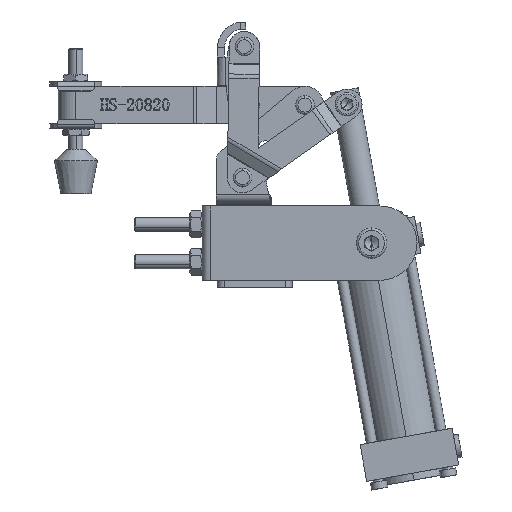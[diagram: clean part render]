
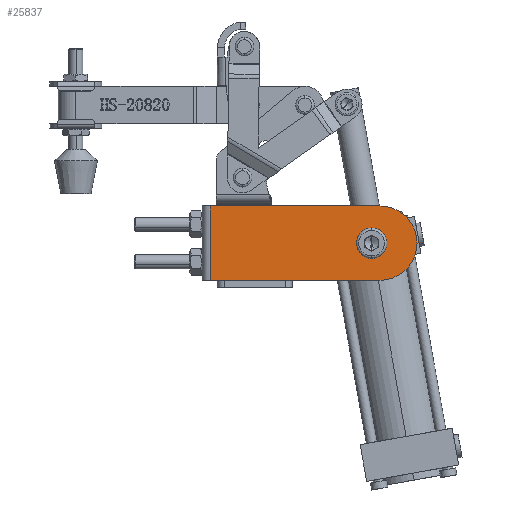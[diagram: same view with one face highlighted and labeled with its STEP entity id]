
A CAD part, front view. The second image highlights one B-rep face of the part: STEP entity #25837.
In plain terms, the highlighted planar face has unit normal (0, -1, 0).
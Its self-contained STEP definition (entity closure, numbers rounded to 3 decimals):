
#5111 = EDGE_CURVE ( 'NONE', #26025, #21553, #11758, .T. ) ;
#5157 = EDGE_CURVE ( 'NONE', #21404, #29363, #11799, .T. ) ;
#5255 = EDGE_CURVE ( 'NONE', #9519, #21404, #11905, .T. ) ;
#5343 = EDGE_CURVE ( 'NONE', #21553, #29363, #12025, .T. ) ;
#5485 = EDGE_CURVE ( 'NONE', #29304, #26209, #12221, .T. ) ;
#5489 = EDGE_CURVE ( 'NONE', #26209, #29304, #14121, .T. ) ;
#5519 = EDGE_CURVE ( 'NONE', #9519, #26025, #14164, .T. ) ;
#5653 = AXIS2_PLACEMENT_3D ( 'NONE', #12771, #12772, #12773 ) ;
#5726 = AXIS2_PLACEMENT_3D ( 'NONE', #13353, #13354, #13355 ) ;
#5775 = AXIS2_PLACEMENT_3D ( 'NONE', #13775, #13776, #13777 ) ;
#5777 = AXIS2_PLACEMENT_3D ( 'NONE', #13785, #13786, #13787 ) ;
#6139 = AXIS2_PLACEMENT_3D ( 'NONE', #18136, #18138, #18139 ) ;
#8346 = EDGE_LOOP ( 'NONE', ( #25077, #25079, #25082, #25085, #25087 ) ) ;
#8350 = EDGE_LOOP ( 'NONE', ( #25072, #25074 ) ) ;
#9519 = VERTEX_POINT ( 'NONE', #40947 ) ;
#11758 = CIRCLE ( 'NONE', #5653, 15.9 ) ;
#11799 = LINE ( 'NONE', #12854, #11803 ) ;
#11803 = VECTOR ( 'NONE', #12860, 1000. ) ;
#11905 = LINE ( 'NONE', #13081, #11906 ) ;
#11906 = VECTOR ( 'NONE', #13080, 1000. ) ;
#12025 = CIRCLE ( 'NONE', #5726, 15.9 ) ;
#12221 = CIRCLE ( 'NONE', #5775, 6.025 ) ;
#12771 = CARTESIAN_POINT ( 'NONE',  ( 73.1, -26.5, 15.9 ) ) ;
#12772 = DIRECTION ( 'NONE',  ( 0., 1., 0. ) ) ;
#12773 = DIRECTION ( 'NONE',  ( 1., 0., 0. ) ) ;
#12854 = CARTESIAN_POINT ( 'NONE',  ( 0., -26.5, 0. ) ) ;
#12860 = DIRECTION ( 'NONE',  ( 1., 0., 0. ) ) ;
#13080 = DIRECTION ( 'NONE',  ( 0., 0., -1. ) ) ;
#13081 = CARTESIAN_POINT ( 'NONE',  ( 0.5, -26.5, 31.8 ) ) ;
#13353 = CARTESIAN_POINT ( 'NONE',  ( 73.1, -26.5, 15.9 ) ) ;
#13354 = DIRECTION ( 'NONE',  ( 0., 1., 0. ) ) ;
#13355 = DIRECTION ( 'NONE',  ( 1., 0., 0. ) ) ;
#13775 = CARTESIAN_POINT ( 'NONE',  ( 69.55, -26.5, 15.9 ) ) ;
#13776 = DIRECTION ( 'NONE',  ( 0., -1., 0. ) ) ;
#13777 = DIRECTION ( 'NONE',  ( 1., 0., 0. ) ) ;
#13785 = CARTESIAN_POINT ( 'NONE',  ( 69.55, -26.5, 15.9 ) ) ;
#13786 = DIRECTION ( 'NONE',  ( 0., -1., 0. ) ) ;
#13787 = DIRECTION ( 'NONE',  ( 1., 0., 0. ) ) ;
#13861 = CARTESIAN_POINT ( 'NONE',  ( 0., -26.5, 31.8 ) ) ;
#13862 = DIRECTION ( 'NONE',  ( 1., 0., 0. ) ) ;
#14121 = CIRCLE ( 'NONE', #5777, 6.025 ) ;
#14164 = LINE ( 'NONE', #13861, #14167 ) ;
#14167 = VECTOR ( 'NONE', #13862, 1000. ) ;
#14816 = FACE_OUTER_BOUND ( 'NONE', #8346, .T. ) ;
#14843 = FACE_BOUND ( 'NONE', #8350, .T. ) ;
#15648 = CARTESIAN_POINT ( 'NONE',  ( 0.5, -26.5, 0. ) ) ;
#15761 = CARTESIAN_POINT ( 'NONE',  ( 89., -26.5, 15.9 ) ) ;
#18120 = PLANE ( 'NONE',  #6139 ) ;
#18136 = CARTESIAN_POINT ( 'NONE',  ( 0., -26.5, 31.8 ) ) ;
#18138 = DIRECTION ( 'NONE',  ( 0., 1., 0. ) ) ;
#18139 = DIRECTION ( 'NONE',  ( -1., 0., 0. ) ) ;
#18847 = CARTESIAN_POINT ( 'NONE',  ( 73.1, -26.5, 31.8 ) ) ;
#19644 = CARTESIAN_POINT ( 'NONE',  ( 63.525, -26.5, 15.9 ) ) ;
#21404 = VERTEX_POINT ( 'NONE', #15648 ) ;
#21553 = VERTEX_POINT ( 'NONE', #15761 ) ;
#25072 = ORIENTED_EDGE ( 'NONE', *, *, #5485, .F. ) ;
#25074 = ORIENTED_EDGE ( 'NONE', *, *, #5489, .F. ) ;
#25077 = ORIENTED_EDGE ( 'NONE', *, *, #5157, .T. ) ;
#25079 = ORIENTED_EDGE ( 'NONE', *, *, #5343, .F. ) ;
#25082 = ORIENTED_EDGE ( 'NONE', *, *, #5111, .F. ) ;
#25085 = ORIENTED_EDGE ( 'NONE', *, *, #5519, .F. ) ;
#25087 = ORIENTED_EDGE ( 'NONE', *, *, #5255, .T. ) ;
#25837 = ADVANCED_FACE ( 'NONE', ( #14843, #14816 ), #18120, .F. ) ;
#26025 = VERTEX_POINT ( 'NONE', #18847 ) ;
#26209 = VERTEX_POINT ( 'NONE', #19644 ) ;
#29304 = VERTEX_POINT ( 'NONE', #40619 ) ;
#29363 = VERTEX_POINT ( 'NONE', #40678 ) ;
#40619 = CARTESIAN_POINT ( 'NONE',  ( 75.575, -26.5, 15.9 ) ) ;
#40678 = CARTESIAN_POINT ( 'NONE',  ( 73.1, -26.5, 0. ) ) ;
#40947 = CARTESIAN_POINT ( 'NONE',  ( 0.5, -26.5, 31.8 ) ) ;
